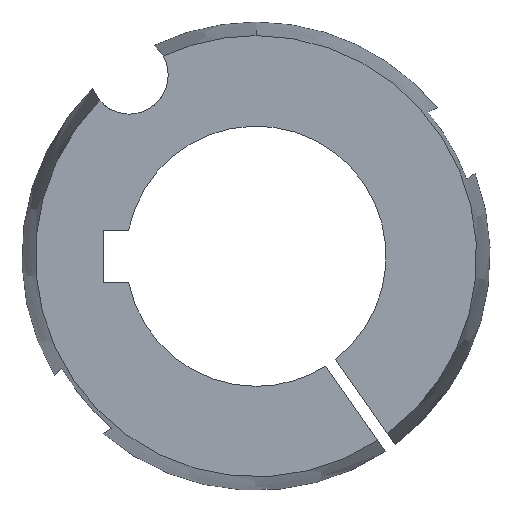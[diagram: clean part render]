
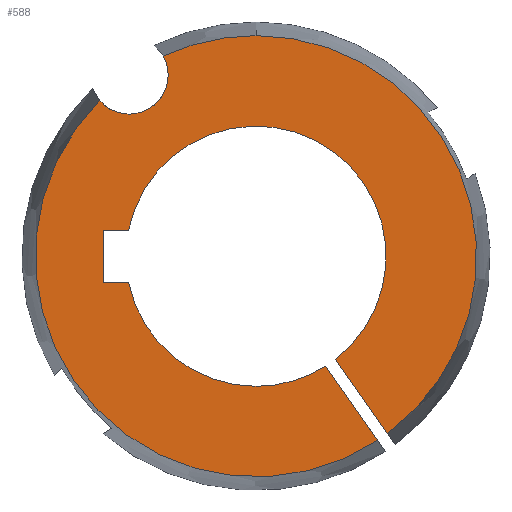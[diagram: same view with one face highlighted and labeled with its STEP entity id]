
A CAD part, left-side view. The second image highlights one B-rep face of the part: STEP entity #588.
In plain terms, the highlighted planar face has unit normal (-1, 0, 0).
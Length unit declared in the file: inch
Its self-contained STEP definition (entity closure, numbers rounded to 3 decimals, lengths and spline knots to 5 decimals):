
#2 = EDGE_CURVE ( 'NONE', #820, #770, #443, .T. ) ;
#17 = VERTEX_POINT ( 'NONE', #804 ) ;
#24 = DIRECTION ( 'NONE',  ( 1., 0., 0. ) ) ;
#26 = DIRECTION ( 'NONE',  ( 0., 0., -1. ) ) ;
#33 = VECTOR ( 'NONE', #323, 39.37008 ) ;
#43 = DIRECTION ( 'NONE',  ( 1., 0., 0. ) ) ;
#44 = CARTESIAN_POINT ( 'NONE',  ( -1., 0., 0. ) ) ;
#45 = EDGE_LOOP ( 'NONE', ( #389, #90, #528, #734, #226, #631, #415, #309, #732, #553, #802, #247, #656 ) ) ;
#46 = LINE ( 'NONE', #382, #714 ) ;
#59 = AXIS2_PLACEMENT_3D ( 'NONE', #769, #317, #453 ) ;
#65 = EDGE_CURVE ( 'NONE', #542, #671, #398, .T. ) ;
#85 = VECTOR ( 'NONE', #254, 39.37008 ) ;
#89 = VERTEX_POINT ( 'NONE', #825 ) ;
#90 = ORIENTED_EDGE ( 'NONE', *, *, #65, .T. ) ;
#95 = LINE ( 'NONE', #587, #85 ) ;
#100 = AXIS2_PLACEMENT_3D ( 'NONE', #187, #43, #26 ) ;
#105 = AXIS2_PLACEMENT_3D ( 'NONE', #436, #427, #422 ) ;
#106 = CIRCLE ( 'NONE', #59, 1.05997 ) ;
#114 = AXIS2_PLACEMENT_3D ( 'NONE', #120, #582, #186 ) ;
#118 = CIRCLE ( 'NONE', #100, 0.1875 ) ;
#120 = CARTESIAN_POINT ( 'NONE',  ( -1., 0., 0. ) ) ;
#126 = DIRECTION ( 'NONE',  ( 1., 0., 0. ) ) ;
#136 = CARTESIAN_POINT ( 'NONE',  ( -1., 0.60942, 0.68285 ) ) ;
#152 = CARTESIAN_POINT ( 'NONE',  ( -1., 0., 0. ) ) ;
#157 = AXIS2_PLACEMENT_3D ( 'NONE', #523, #126, #585 ) ;
#162 = VERTEX_POINT ( 'NONE', #544 ) ;
#165 = EDGE_CURVE ( 'NONE', #259, #455, #281, .T. ) ;
#173 = DIRECTION ( 'NONE',  ( 0., -1., 0. ) ) ;
#176 = DIRECTION ( 'NONE',  ( 0., 0., -1. ) ) ;
#186 = DIRECTION ( 'NONE',  ( 0., 0., -1. ) ) ;
#187 = CARTESIAN_POINT ( 'NONE',  ( -1., 0.60942, 0.87035 ) ) ;
#189 = CARTESIAN_POINT ( 'NONE',  ( -1., -0.58472, -0.8841 ) ) ;
#221 = DIRECTION ( 'NONE',  ( 0., 0., -1. ) ) ;
#226 = ORIENTED_EDGE ( 'NONE', *, *, #742, .T. ) ;
#247 = ORIENTED_EDGE ( 'NONE', *, *, #778, .T. ) ;
#253 = DIRECTION ( 'NONE',  ( 1., 0., 0. ) ) ;
#254 = DIRECTION ( 'NONE',  ( 0., -0.574, -0.819 ) ) ;
#259 = VERTEX_POINT ( 'NONE', #136 ) ;
#280 = EDGE_CURVE ( 'NONE', #162, #542, #106, .T. ) ;
#281 = CIRCLE ( 'NONE', #105, 0.1875 ) ;
#285 = FACE_OUTER_BOUND ( 'NONE', #45, .T. ) ;
#296 = EDGE_CURVE ( 'NONE', #671, #259, #118, .T. ) ;
#301 = VERTEX_POINT ( 'NONE', #780 ) ;
#309 = ORIENTED_EDGE ( 'NONE', *, *, #372, .T. ) ;
#314 = EDGE_CURVE ( 'NONE', #301, #162, #95, .T. ) ;
#317 = DIRECTION ( 'NONE',  ( -1., 0., 0. ) ) ;
#323 = DIRECTION ( 'NONE',  ( 0., -1., 0. ) ) ;
#336 = CIRCLE ( 'NONE', #547, 0.625 ) ;
#338 = AXIS2_PLACEMENT_3D ( 'NONE', #152, #616, #221 ) ;
#372 = EDGE_CURVE ( 'NONE', #664, #89, #486, .T. ) ;
#373 = CARTESIAN_POINT ( 'NONE',  ( -1., 0.75128, 0.74774 ) ) ;
#382 = CARTESIAN_POINT ( 'NONE',  ( -1., 0.73412, 0.125 ) ) ;
#389 = ORIENTED_EDGE ( 'NONE', *, *, #280, .T. ) ;
#398 = CIRCLE ( 'NONE', #833, 1.05997 ) ;
#415 = ORIENTED_EDGE ( 'NONE', *, *, #435, .T. ) ;
#422 = DIRECTION ( 'NONE',  ( 0., 0., -1. ) ) ;
#427 = DIRECTION ( 'NONE',  ( 1., 0., 0. ) ) ;
#435 = EDGE_CURVE ( 'NONE', #770, #664, #336, .T. ) ;
#436 = CARTESIAN_POINT ( 'NONE',  ( -1., 0.60942, 0.87035 ) ) ;
#439 = CARTESIAN_POINT ( 'NONE',  ( -1., 0., 0. ) ) ;
#442 = VECTOR ( 'NONE', #678, 39.37008 ) ;
#443 = LINE ( 'NONE', #618, #442 ) ;
#453 = DIRECTION ( 'NONE',  ( 0., 0., -1. ) ) ;
#455 = VERTEX_POINT ( 'NONE', #373 ) ;
#456 = CARTESIAN_POINT ( 'NONE',  ( -1., 0.44569, 0.96171 ) ) ;
#475 = VERTEX_POINT ( 'NONE', #505 ) ;
#486 = CIRCLE ( 'NONE', #338, 0.625 ) ;
#501 = DIRECTION ( 'NONE',  ( 0., 0., -1. ) ) ;
#505 = CARTESIAN_POINT ( 'NONE',  ( -1., 0.73412, 0.125 ) ) ;
#510 = CARTESIAN_POINT ( 'NONE',  ( -1., 0., 1.05997 ) ) ;
#523 = CARTESIAN_POINT ( 'NONE',  ( -1., 0., 0. ) ) ;
#528 = ORIENTED_EDGE ( 'NONE', *, *, #296, .T. ) ;
#534 = AXIS2_PLACEMENT_3D ( 'NONE', #44, #253, #703 ) ;
#542 = VERTEX_POINT ( 'NONE', #510 ) ;
#544 = CARTESIAN_POINT ( 'NONE',  ( -1., -0.6308, -0.85184 ) ) ;
#547 = AXIS2_PLACEMENT_3D ( 'NONE', #439, #24, #501 ) ;
#551 = EDGE_CURVE ( 'NONE', #726, #89, #853, .T. ) ;
#553 = ORIENTED_EDGE ( 'NONE', *, *, #677, .F. ) ;
#569 = CARTESIAN_POINT ( 'NONE',  ( -1., 0.73412, -0.125 ) ) ;
#579 = CARTESIAN_POINT ( 'NONE',  ( -1., 0.73412, -0.125 ) ) ;
#582 = DIRECTION ( 'NONE',  ( -1., 0., 0. ) ) ;
#585 = DIRECTION ( 'NONE',  ( 0., 0., -1. ) ) ;
#587 = CARTESIAN_POINT ( 'NONE',  ( -1., 0.05319, 0.125 ) ) ;
#588 = ADVANCED_FACE ( 'NONE', ( #285 ), #844, .F. ) ;
#616 = DIRECTION ( 'NONE',  ( 1., 0., 0. ) ) ;
#618 = CARTESIAN_POINT ( 'NONE',  ( -1., -0.62203, -0.93739 ) ) ;
#631 = ORIENTED_EDGE ( 'NONE', *, *, #2, .T. ) ;
#632 = CARTESIAN_POINT ( 'NONE',  ( -1., 0.48412, 0.125 ) ) ;
#645 = CIRCLE ( 'NONE', #157, 0.625 ) ;
#646 = CARTESIAN_POINT ( 'NONE',  ( -1., -0.33508, -0.52758 ) ) ;
#656 = ORIENTED_EDGE ( 'NONE', *, *, #314, .T. ) ;
#658 = EDGE_CURVE ( 'NONE', #475, #17, #803, .T. ) ;
#664 = VERTEX_POINT ( 'NONE', #695 ) ;
#671 = VERTEX_POINT ( 'NONE', #456 ) ;
#677 = EDGE_CURVE ( 'NONE', #475, #726, #46, .T. ) ;
#678 = DIRECTION ( 'NONE',  ( 0., 0.574, 0.819 ) ) ;
#695 = CARTESIAN_POINT ( 'NONE',  ( -1., 0., -0.625 ) ) ;
#703 = DIRECTION ( 'NONE',  ( 0., 0., -1. ) ) ;
#714 = VECTOR ( 'NONE', #176, 39.37008 ) ;
#726 = VERTEX_POINT ( 'NONE', #579 ) ;
#732 = ORIENTED_EDGE ( 'NONE', *, *, #551, .F. ) ;
#734 = ORIENTED_EDGE ( 'NONE', *, *, #165, .T. ) ;
#739 = CIRCLE ( 'NONE', #114, 1.05997 ) ;
#742 = EDGE_CURVE ( 'NONE', #455, #820, #739, .T. ) ;
#769 = CARTESIAN_POINT ( 'NONE',  ( -1., 0., 0. ) ) ;
#770 = VERTEX_POINT ( 'NONE', #646 ) ;
#778 = EDGE_CURVE ( 'NONE', #17, #301, #645, .T. ) ;
#780 = CARTESIAN_POINT ( 'NONE',  ( -1., -0.38116, -0.49532 ) ) ;
#788 = VECTOR ( 'NONE', #173, 39.37008 ) ;
#802 = ORIENTED_EDGE ( 'NONE', *, *, #658, .T. ) ;
#803 = LINE ( 'NONE', #632, #788 ) ;
#804 = CARTESIAN_POINT ( 'NONE',  ( -1., 0.61237, 0.125 ) ) ;
#809 = DIRECTION ( 'NONE',  ( 0., 0., -1. ) ) ;
#813 = DIRECTION ( 'NONE',  ( -1., 0., 0. ) ) ;
#816 = CARTESIAN_POINT ( 'NONE',  ( -1., 0., 0. ) ) ;
#820 = VERTEX_POINT ( 'NONE', #189 ) ;
#825 = CARTESIAN_POINT ( 'NONE',  ( -1., 0.61237, -0.125 ) ) ;
#833 = AXIS2_PLACEMENT_3D ( 'NONE', #816, #813, #809 ) ;
#844 = PLANE ( 'NONE',  #534 ) ;
#853 = LINE ( 'NONE', #569, #33 ) ;
